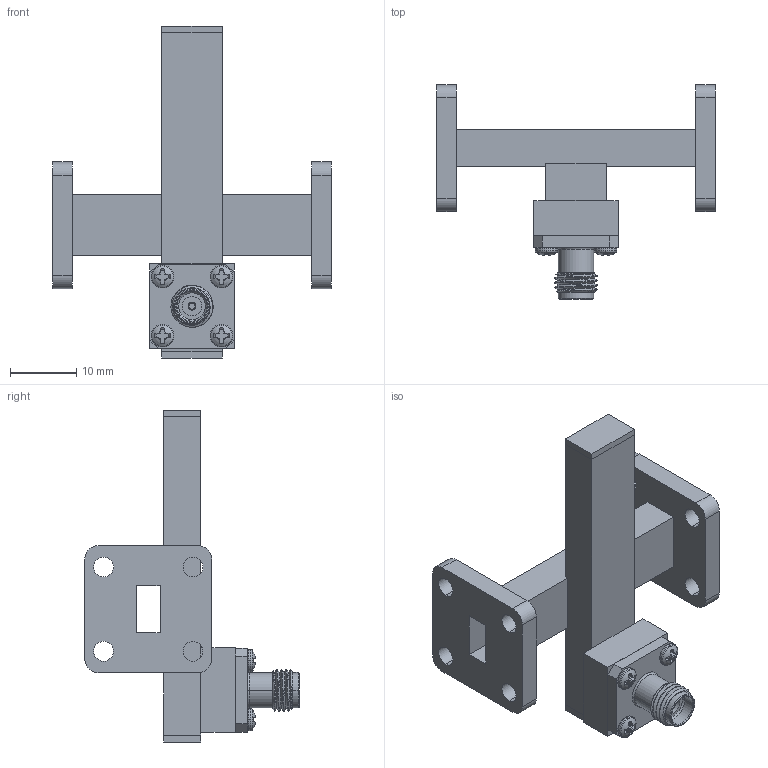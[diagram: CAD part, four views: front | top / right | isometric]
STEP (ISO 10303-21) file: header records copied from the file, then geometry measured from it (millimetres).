
FILE_DESCRIPTION (( 'STEP AP214' ), '1' );
FILE_NAME ('FMWCP1089K-30_3D.step', '2023-10-31T17:01:03', ( '' ), ( '' ), 'SwSTEP 2.0', 'SolidWorks 2022', '' );
FILE_SCHEMA (( 'AUTOMOTIVE_DESIGN' ));
Length unit declared in the file: inch
Products named in the file (1): FMWCP1089K-30_3D
Bounding box: 42 x 32.27 x 50 mm (x, y, z)
Volume: 6560.6 mm3; surface area: 6103.9 mm2
Topology: 1 solids, 6 shells, 404 faces, 1086 edges, 714 vertices
Faces by surface type: cylinder 180, plane 152, cone 39, torus 18, bspline 11, sphere 4
Entity records: 19022 total; most frequent: CARTESIAN_POINT 9341, ORIENTED_EDGE 2164, DIRECTION 1904, EDGE_CURVE 1082, AXIS2_PLACEMENT_3D 727, VERTEX_POINT 714, LINE 450, VECTOR 450
